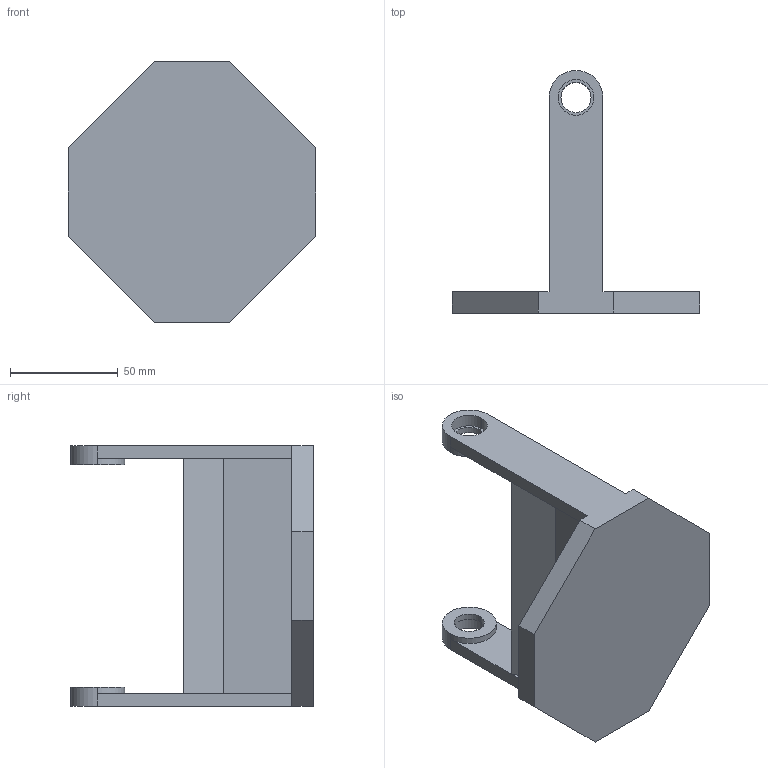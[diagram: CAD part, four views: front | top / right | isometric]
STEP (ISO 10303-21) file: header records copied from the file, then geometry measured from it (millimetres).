
FILE_DESCRIPTION (( 'STEP AP203' ), '1' );
FILE_NAME ('stand_Default_sldprt.STEP', '2024-02-04T16:44:32', ( '' ), ( '' ), 'SwSTEP 2.0', 'SolidWorks 2023', '' );
FILE_SCHEMA (( 'CONFIG_CONTROL_DESIGN' ));
Length unit declared in the file: millimetre
Products named in the file (1): stand_Default_sldprt
Bounding box: 115 x 112.5 x 121 mm (x, y, z)
Volume: 179165.4 mm3; surface area: 51287.6 mm2
Topology: 1 solids, 1 shells, 42 faces, 102 edges, 64 vertices
Faces by surface type: plane 30, cylinder 12
Entity records: 1299 total; most frequent: DIRECTION 212, CARTESIAN_POINT 209, ORIENTED_EDGE 204, EDGE_CURVE 102, LINE 78, VECTOR 78, AXIS2_PLACEMENT_3D 67, VERTEX_POINT 64
